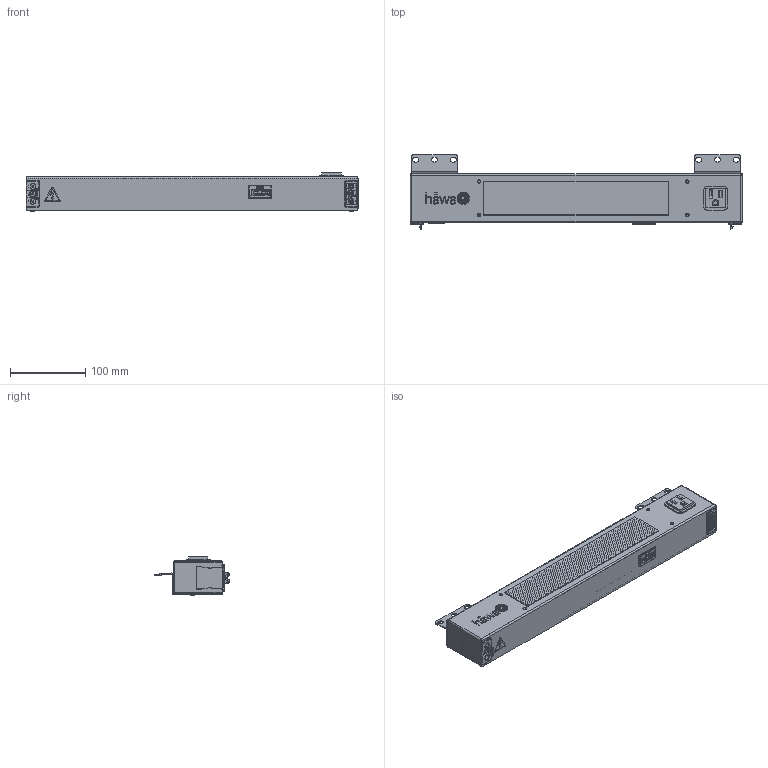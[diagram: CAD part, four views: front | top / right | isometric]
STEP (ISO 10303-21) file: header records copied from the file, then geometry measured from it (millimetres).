
FILE_DESCRIPTION (( 'STEP AP214' ), '1' );
FILE_NAME ('3080-7042-25-27.step', '2023-06-13T11:32:47', ( '' ), ( '' ), 'SwSTEP 2.0', 'SolidWorks 2019', '' );
FILE_SCHEMA (( 'AUTOMOTIVE_DESIGN' ));
Length unit declared in the file: millimetre
Products named in the file (18): Schale^Unterschale_3080-7042-25-27; Unterschale^3080-7042-25-27; 3080-7042-25-27; 1^Oberschale_3080-7042-25-27; 1^Unterschale_3080-7042-25-27; Blitz^SOL; Stecker (male) Tuerschalter^3080-7042-25-27; Schraube^3080-7042-25-27; Schale^Oberschale_3080-7042-25-27; Sensor^3080-7042-25-27; 2^Oberschale_3080-7042-25-27; Stecker (female)^3080-7042-25-27; Diffusor^3080-7042-25-27; Logo^SOL; Stecker (male)^3080-7042-25-27; Nema^3080-7042-25-27; Oberschale^3080-7042-25-27
Assembly tree (26 placements, depth 4):
  3080-7042-25-27
    3080-7042-25-27
      Unterschale^3080-7042-25-27
        Schale^Unterschale_3080-7042-25-27
        1^Unterschale_3080-7042-25-27  x4
      Sensor^3080-7042-25-27
      Oberschale^3080-7042-25-27
        Schale^Oberschale_3080-7042-25-27
        1^Oberschale_3080-7042-25-27
        2^Oberschale_3080-7042-25-27  x6
      Schraube^3080-7042-25-27  x2
      Stecker (female)^3080-7042-25-27
      Stecker (male)^3080-7042-25-27
      Stecker (male) Tuerschalter^3080-7042-25-27
      Diffusor^3080-7042-25-27
      Nema^3080-7042-25-27
    Logo^SOL
    Blitz^SOL
Bounding box: 440 x 98.55 x 50.46 mm (x, y, z)
Volume: 191540.2 mm3; surface area: 284928.8 mm2
Topology: 32 solids, 34 shells, 3669 faces, 9633 edges, 6106 vertices
Faces by surface type: plane 1985, cylinder 1033, bspline 283, cone 228, torus 98, sphere 42
Entity records: 123021 total; most frequent: CARTESIAN_POINT 38349, ORIENTED_EDGE 18396, DIRECTION 15940, EDGE_CURVE 9198, VERTEX_POINT 5859, VECTOR 5418, LINE 5418, AXIS2_PLACEMENT_3D 5261
